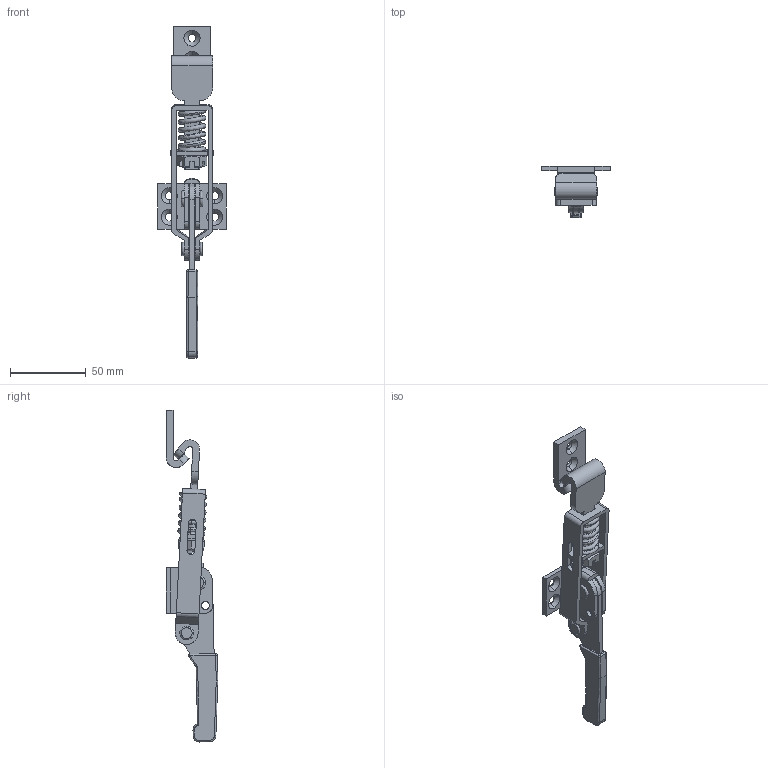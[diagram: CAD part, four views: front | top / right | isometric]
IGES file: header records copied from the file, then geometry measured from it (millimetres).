
Start section: ------------------------------------------------------------------------
Global section: file name: PC3102.231216.TL_199_22447.igs; native system: spGate; preprocessor: ver20.6.3 (****-****-****-****); author: Unknown; organization: Unknown; date: 251111.211721; units: millimetre
Bounding box: 45 x 33.92 x 218.9 mm (x, y, z)
Volume: 42970 mm3; surface area: 32241.6 mm2
Topology: 7 solids, 7 shells, 287 faces, 736 edges, 464 vertices
Faces by surface type: bspline 287
